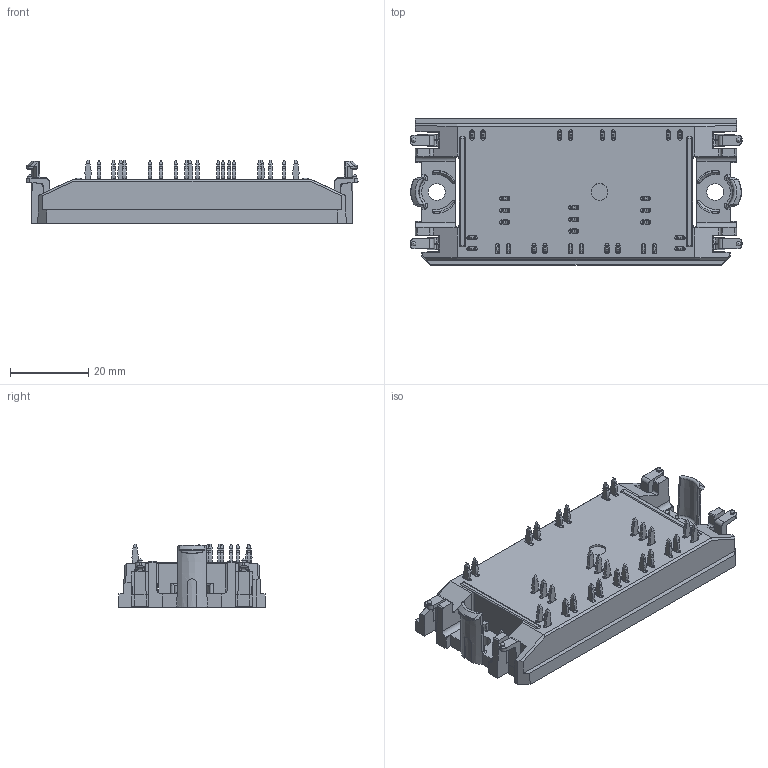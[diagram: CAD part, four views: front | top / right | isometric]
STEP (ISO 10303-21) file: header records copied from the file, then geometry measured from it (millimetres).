
FILE_DESCRIPTION( ( 'Unknown' ), '1' );
FILE_NAME( 'Flow1-2C12Y-L390-01-OL.stp', 'Unknown', ( 'Unknown' ), ( 'Unknown' ), 'PSStep 17.0.49', 'Unknown', ' ' );
FILE_SCHEMA( ( 'AUTOMOTIVE_DESIGN { 1 0 10303 214 1 1 1 1 }' ) );
Length unit declared in the file: millimetre
Products named in the file (1): Flow1-2C12Y-L390-01-H
Bounding box: 84.63 x 37.4 x 16.23 mm (x, y, z)
Volume: 27774.3 mm3; surface area: 11848.9 mm2
Topology: 1 solids, 1 shells, 1181 faces, 3298 edges, 2143 vertices
Faces by surface type: plane 736, cylinder 339, bspline 46, cone 44, sphere 12, torus 4
Full cylindrical faces by diameter (mm): 1.1 x4, 4.3 x3
Entity records: 51932 total; most frequent: CARTESIAN_POINT 12130, ORIENTED_EDGE 6468, DIRECTION 6156, EDGE_CURVE 3234, LINE 2316, VECTOR 2316, VERTEX_POINT 2138, AXIS2_PLACEMENT_3D 1920
